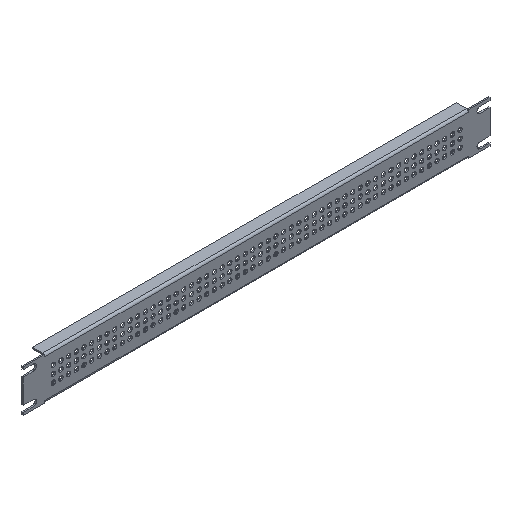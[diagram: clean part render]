
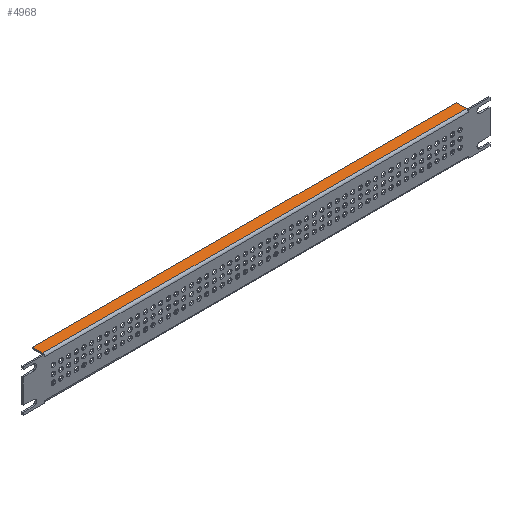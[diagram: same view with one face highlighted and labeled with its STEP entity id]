
A CAD part, isometric view. The second image highlights one B-rep face of the part: STEP entity #4968.
In plain terms, the highlighted planar face has unit normal (0, 0, 1).
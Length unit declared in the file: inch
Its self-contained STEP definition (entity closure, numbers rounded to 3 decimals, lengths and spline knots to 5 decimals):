
#206 = DIRECTION ( 'NONE',  ( 0., -1., 0. ) ) ;
#290 = LINE ( 'NONE', #1927, #5726 ) ;
#325 = VERTEX_POINT ( 'NONE', #5983 ) ;
#759 = LINE ( 'NONE', #2431, #4046 ) ;
#830 = DIRECTION ( 'NONE',  ( 1., 0., 0. ) ) ;
#831 = DIRECTION ( 'NONE',  ( 0., 1., 0. ) ) ;
#850 = LINE ( 'NONE', #6794, #6831 ) ;
#867 = DIRECTION ( 'NONE',  ( 0., 0., -1. ) ) ;
#1215 = VERTEX_POINT ( 'NONE', #5602 ) ;
#1927 = CARTESIAN_POINT ( 'NONE',  ( 8.625, 0.086, 0.859 ) ) ;
#2057 = DIRECTION ( 'NONE',  ( 0., -1., 0. ) ) ;
#2366 = ORIENTED_EDGE ( 'NONE', *, *, #3810, .T. ) ;
#2431 = CARTESIAN_POINT ( 'NONE',  ( 8.625, 0.5, 0.859 ) ) ;
#2924 = ORIENTED_EDGE ( 'NONE', *, *, #3297, .F. ) ;
#3297 = EDGE_CURVE ( 'NONE', #325, #1215, #759, .T. ) ;
#3348 = VERTEX_POINT ( 'NONE', #3984 ) ;
#3496 = FACE_OUTER_BOUND ( 'NONE', #4065, .T. ) ;
#3810 = EDGE_CURVE ( 'NONE', #325, #4699, #850, .T. ) ;
#3984 = CARTESIAN_POINT ( 'NONE',  ( 8.625, 0.086, 0.859 ) ) ;
#3991 = ORIENTED_EDGE ( 'NONE', *, *, #5940, .F. ) ;
#4046 = VECTOR ( 'NONE', #830, 39.37008 ) ;
#4065 = EDGE_LOOP ( 'NONE', ( #3991, #2924, #2366, #5550 ) ) ;
#4084 = DIRECTION ( 'NONE',  ( -1., 0., 0. ) ) ;
#4090 = PLANE ( 'NONE',  #6067 ) ;
#4107 = VECTOR ( 'NONE', #2057, 39.37008 ) ;
#4699 = VERTEX_POINT ( 'NONE', #4917 ) ;
#4871 = CARTESIAN_POINT ( 'NONE',  ( 8.625, 0.04648, 0.859 ) ) ;
#4917 = CARTESIAN_POINT ( 'NONE',  ( -8.625, 0.086, 0.859 ) ) ;
#4940 = LINE ( 'NONE', #4871, #4107 ) ;
#4968 = ADVANCED_FACE ( 'NONE', ( #3496 ), #4090, .F. ) ;
#5451 = EDGE_CURVE ( 'NONE', #3348, #4699, #290, .T. ) ;
#5550 = ORIENTED_EDGE ( 'NONE', *, *, #5451, .F. ) ;
#5602 = CARTESIAN_POINT ( 'NONE',  ( 8.625, 0.5, 0.859 ) ) ;
#5651 = CARTESIAN_POINT ( 'NONE',  ( 8.625, 0.04648, 0.859 ) ) ;
#5726 = VECTOR ( 'NONE', #4084, 39.37008 ) ;
#5940 = EDGE_CURVE ( 'NONE', #1215, #3348, #4940, .T. ) ;
#5983 = CARTESIAN_POINT ( 'NONE',  ( -8.625, 0.5, 0.859 ) ) ;
#6067 = AXIS2_PLACEMENT_3D ( 'NONE', #5651, #867, #831 ) ;
#6794 = CARTESIAN_POINT ( 'NONE',  ( -8.625, 0.04648, 0.859 ) ) ;
#6831 = VECTOR ( 'NONE', #206, 39.37008 ) ;
